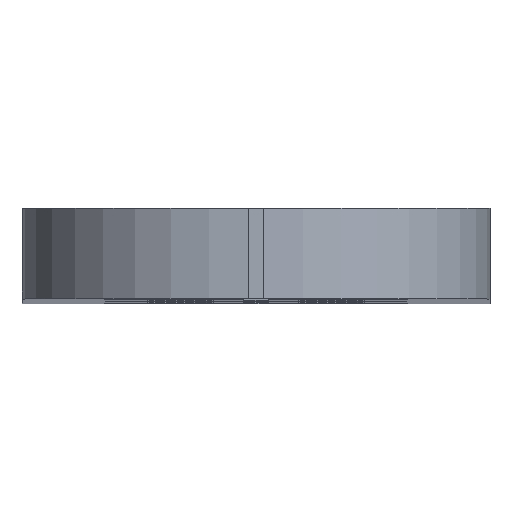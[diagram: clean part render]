
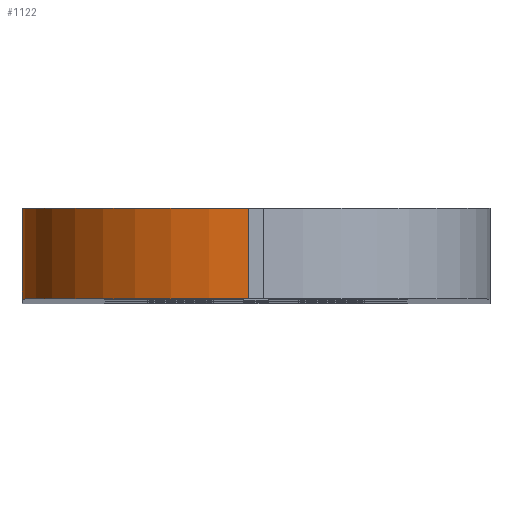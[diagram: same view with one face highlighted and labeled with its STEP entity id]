
A CAD part, top view. The second image highlights one B-rep face of the part: STEP entity #1122.
In plain terms, the highlighted cylindrical face has radius 15 mm (diameter 30 mm), a partial arc.
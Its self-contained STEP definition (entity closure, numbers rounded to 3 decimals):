
#19=CYLINDRICAL_SURFACE('',#1206,15.);
#55=CIRCLE('',#1169,15.);
#71=CIRCLE('',#1207,15.);
#108=FACE_OUTER_BOUND('',#176,.T.);
#176=EDGE_LOOP('',(#903,#904,#905,#906));
#307=LINE('',#1749,#439);
#308=LINE('',#1752,#440);
#439=VECTOR('',#1425,10.);
#440=VECTOR('',#1428,10.);
#497=VERTEX_POINT('',#1579);
#498=VERTEX_POINT('',#1580);
#559=VERTEX_POINT('',#1748);
#560=VERTEX_POINT('',#1750);
#606=EDGE_CURVE('',#497,#498,#55,.T.);
#691=EDGE_CURVE('',#498,#559,#307,.T.);
#692=EDGE_CURVE('',#559,#560,#71,.T.);
#693=EDGE_CURVE('',#560,#497,#308,.T.);
#903=ORIENTED_EDGE('',*,*,#606,.T.);
#904=ORIENTED_EDGE('',*,*,#691,.T.);
#905=ORIENTED_EDGE('',*,*,#692,.T.);
#906=ORIENTED_EDGE('',*,*,#693,.T.);
#1122=ADVANCED_FACE('',(#108),#19,.T.);
#1169=AXIS2_PLACEMENT_3D('',#1581,#1280,#1281);
#1206=AXIS2_PLACEMENT_3D('',#1747,#1423,#1424);
#1207=AXIS2_PLACEMENT_3D('',#1751,#1426,#1427);
#1280=DIRECTION('center_axis',(0.,1.,0.));
#1281=DIRECTION('ref_axis',(-0.707,0.,0.707));
#1423=DIRECTION('center_axis',(0.,-1.,0.));
#1424=DIRECTION('ref_axis',(-0.707,0.,0.707));
#1425=DIRECTION('',(0.,1.,0.));
#1426=DIRECTION('center_axis',(0.,-1.,0.));
#1427=DIRECTION('ref_axis',(-0.707,0.,0.707));
#1428=DIRECTION('',(0.,-1.,0.));
#1579=CARTESIAN_POINT('',(-15.5,-3.,85.));
#1580=CARTESIAN_POINT('',(-0.5,-3.,100.));
#1581=CARTESIAN_POINT('Origin',(-0.5,-3.,85.));
#1747=CARTESIAN_POINT('Origin',(-0.5,1.5,85.));
#1748=CARTESIAN_POINT('',(-0.5,3.,100.));
#1749=CARTESIAN_POINT('',(-0.5,1.5,100.));
#1750=CARTESIAN_POINT('',(-15.5,3.,85.));
#1751=CARTESIAN_POINT('Origin',(-0.5,3.,85.));
#1752=CARTESIAN_POINT('',(-15.5,1.5,85.));
